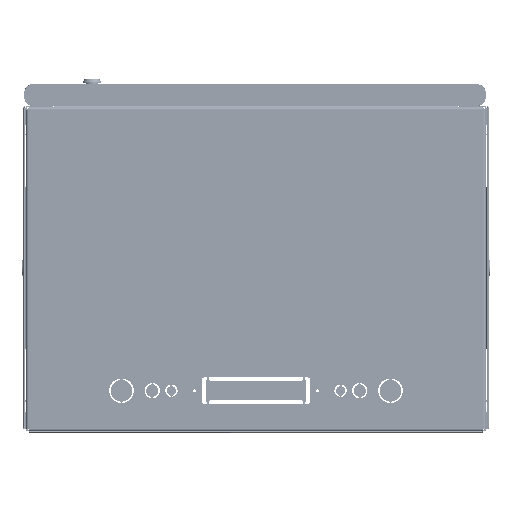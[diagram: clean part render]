
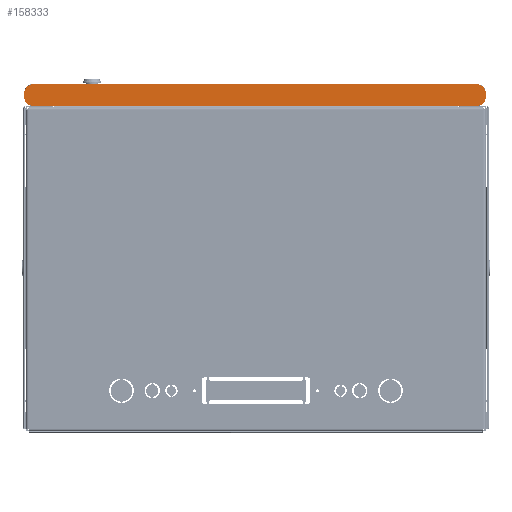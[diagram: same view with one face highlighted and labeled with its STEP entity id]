
A CAD part, front view. The second image highlights one B-rep face of the part: STEP entity #158333.
In plain terms, the highlighted planar face has unit normal (0, -1, 0).
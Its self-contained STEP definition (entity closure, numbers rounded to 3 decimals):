
#89 = DIRECTION ( 'NONE',  ( 0., 1., 0. ) ) ;
#933 = ORIENTED_EDGE ( 'NONE', *, *, #97434, .F. ) ;
#1043 = CARTESIAN_POINT ( 'NONE',  ( -289., 0., -28. ) ) ;
#4882 = CARTESIAN_POINT ( 'NONE',  ( -289., 0., -17. ) ) ;
#5322 = CIRCLE ( 'NONE', #31815, 11. ) ;
#8219 = CARTESIAN_POINT ( 'NONE',  ( 300., 0., -17. ) ) ;
#10765 = VERTEX_POINT ( 'NONE', #191877 ) ;
#11356 = EDGE_CURVE ( 'NONE', #47512, #108416, #130039, .T. ) ;
#16929 = DIRECTION ( 'NONE',  ( 0., 0., 1. ) ) ;
#23121 = DIRECTION ( 'NONE',  ( -1., 0., 0. ) ) ;
#24083 = DIRECTION ( 'NONE',  ( 0., 1., 0. ) ) ;
#31815 = AXIS2_PLACEMENT_3D ( 'NONE', #4882, #53625, #114844 ) ;
#34574 = FACE_OUTER_BOUND ( 'NONE', #61399, .T. ) ;
#40331 = LINE ( 'NONE', #8219, #50477 ) ;
#41739 = LINE ( 'NONE', #69795, #80556 ) ;
#47512 = VERTEX_POINT ( 'NONE', #152838 ) ;
#49349 = DIRECTION ( 'NONE',  ( 0., 0., 1. ) ) ;
#50143 = DIRECTION ( 'NONE',  ( 0., -1., 0. ) ) ;
#50477 = VECTOR ( 'NONE', #120202, 1000. ) ;
#53625 = DIRECTION ( 'NONE',  ( 0., 1., 0. ) ) ;
#54308 = AXIS2_PLACEMENT_3D ( 'NONE', #64891, #194728, #49349 ) ;
#56207 = DIRECTION ( 'NONE',  ( 0., 0., -1. ) ) ;
#56978 = ORIENTED_EDGE ( 'NONE', *, *, #203540, .F. ) ;
#60286 = CARTESIAN_POINT ( 'NONE',  ( -289., 0., -11. ) ) ;
#61399 = EDGE_LOOP ( 'NONE', ( #173409, #139585, #933, #79067, #56978, #182043, #134842, #183970 ) ) ;
#64891 = CARTESIAN_POINT ( 'NONE',  ( 289., 0., -11. ) ) ;
#66009 = EDGE_CURVE ( 'NONE', #117650, #99426, #203468, .T. ) ;
#67677 = LINE ( 'NONE', #115404, #98838 ) ;
#69795 = CARTESIAN_POINT ( 'NONE',  ( 289., 0., -28. ) ) ;
#71023 = CARTESIAN_POINT ( 'NONE',  ( 300., 0., -17. ) ) ;
#79067 = ORIENTED_EDGE ( 'NONE', *, *, #139095, .F. ) ;
#80556 = VECTOR ( 'NONE', #23121, 1000. ) ;
#94482 = CARTESIAN_POINT ( 'NONE',  ( 300., 0., -11. ) ) ;
#96495 = CARTESIAN_POINT ( 'NONE',  ( 289., 0., 0. ) ) ;
#97434 = EDGE_CURVE ( 'NONE', #196243, #10765, #5322, .T. ) ;
#98838 = VECTOR ( 'NONE', #16929, 1000. ) ;
#99129 = EDGE_CURVE ( 'NONE', #10765, #47512, #67677, .T. ) ;
#99426 = VERTEX_POINT ( 'NONE', #94482 ) ;
#105602 = LINE ( 'NONE', #169030, #115244 ) ;
#108416 = VERTEX_POINT ( 'NONE', #182911 ) ;
#112213 = VERTEX_POINT ( 'NONE', #71023 ) ;
#114844 = DIRECTION ( 'NONE',  ( 0., 0., -1. ) ) ;
#115244 = VECTOR ( 'NONE', #153431, 1000. ) ;
#115404 = CARTESIAN_POINT ( 'NONE',  ( -300., 0., -17. ) ) ;
#117650 = VERTEX_POINT ( 'NONE', #96495 ) ;
#120202 = DIRECTION ( 'NONE',  ( 0., 0., -1. ) ) ;
#123591 = DIRECTION ( 'NONE',  ( 0., 0., -1. ) ) ;
#130039 = CIRCLE ( 'NONE', #146667, 11. ) ;
#133093 = CARTESIAN_POINT ( 'NONE',  ( 289., 0., -17. ) ) ;
#133142 = PLANE ( 'NONE',  #174178 ) ;
#134842 = ORIENTED_EDGE ( 'NONE', *, *, #66009, .F. ) ;
#137171 = VERTEX_POINT ( 'NONE', #179702 ) ;
#139095 = EDGE_CURVE ( 'NONE', #137171, #196243, #41739, .T. ) ;
#139585 = ORIENTED_EDGE ( 'NONE', *, *, #99129, .F. ) ;
#146667 = AXIS2_PLACEMENT_3D ( 'NONE', #60286, #89, #123591 ) ;
#152838 = CARTESIAN_POINT ( 'NONE',  ( -300., 0., -11. ) ) ;
#153431 = DIRECTION ( 'NONE',  ( 1., 0., 0. ) ) ;
#158333 = ADVANCED_FACE ( 'NONE', ( #34574 ), #133142, .T. ) ;
#161298 = EDGE_CURVE ( 'NONE', #108416, #117650, #105602, .T. ) ;
#169030 = CARTESIAN_POINT ( 'NONE',  ( 289., 0., 0. ) ) ;
#169845 = EDGE_CURVE ( 'NONE', #99426, #112213, #40331, .T. ) ;
#173409 = ORIENTED_EDGE ( 'NONE', *, *, #11356, .F. ) ;
#174178 = AXIS2_PLACEMENT_3D ( 'NONE', #195536, #50143, #194494 ) ;
#179702 = CARTESIAN_POINT ( 'NONE',  ( 289., 0., -28. ) ) ;
#182043 = ORIENTED_EDGE ( 'NONE', *, *, #169845, .F. ) ;
#182911 = CARTESIAN_POINT ( 'NONE',  ( -289., 0., 0. ) ) ;
#183970 = ORIENTED_EDGE ( 'NONE', *, *, #161298, .F. ) ;
#191358 = AXIS2_PLACEMENT_3D ( 'NONE', #133093, #24083, #56207 ) ;
#191877 = CARTESIAN_POINT ( 'NONE',  ( -300., 0., -17. ) ) ;
#194494 = DIRECTION ( 'NONE',  ( 0., 0., -1. ) ) ;
#194728 = DIRECTION ( 'NONE',  ( 0., 1., 0. ) ) ;
#195536 = CARTESIAN_POINT ( 'NONE',  ( -289., 0., -11. ) ) ;
#196243 = VERTEX_POINT ( 'NONE', #1043 ) ;
#201442 = CIRCLE ( 'NONE', #191358, 11. ) ;
#203468 = CIRCLE ( 'NONE', #54308, 11. ) ;
#203540 = EDGE_CURVE ( 'NONE', #112213, #137171, #201442, .T. ) ;
